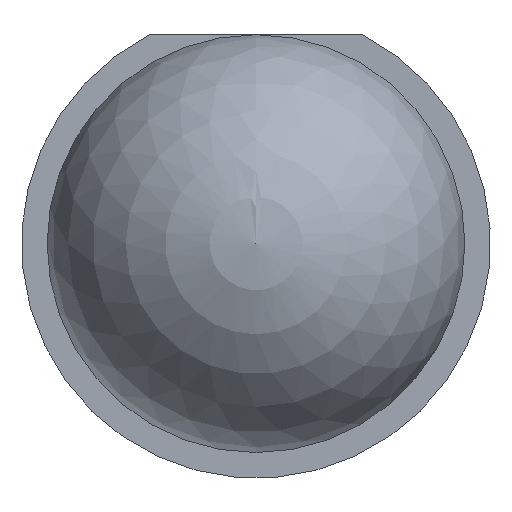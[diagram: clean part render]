
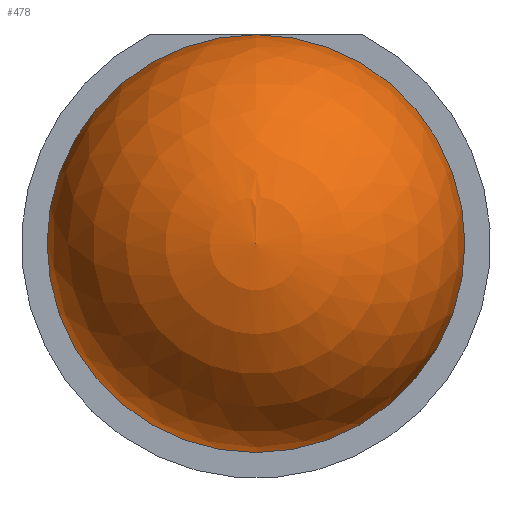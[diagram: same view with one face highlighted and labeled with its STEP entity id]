
A CAD part, front view. The second image highlights one B-rep face of the part: STEP entity #478.
In plain terms, the highlighted spherical face has radius 2.45 mm.
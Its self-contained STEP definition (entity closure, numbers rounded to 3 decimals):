
#21=SPHERICAL_SURFACE('',#523,2.45);
#23=CIRCLE('',#524,2.45);
#24=CIRCLE('',#525,2.45);
#25=CIRCLE('',#526,2.45);
#31=FACE_OUTER_BOUND('',#59,.T.);
#59=EDGE_LOOP('',(#324,#325,#326,#327));
#210=VERTEX_POINT('',#702);
#211=VERTEX_POINT('',#703);
#212=VERTEX_POINT('',#705);
#256=EDGE_CURVE('',#210,#211,#23,.T.);
#257=EDGE_CURVE('',#210,#212,#24,.T.);
#258=EDGE_CURVE('',#211,#210,#25,.T.);
#324=ORIENTED_EDGE('',*,*,#256,.F.);
#325=ORIENTED_EDGE('',*,*,#257,.T.);
#326=ORIENTED_EDGE('',*,*,#257,.F.);
#327=ORIENTED_EDGE('',*,*,#258,.F.);
#478=ADVANCED_FACE('',(#31),#21,.T.);
#523=AXIS2_PLACEMENT_3D('',#701,#568,#569);
#524=AXIS2_PLACEMENT_3D('',#704,#570,#571);
#525=AXIS2_PLACEMENT_3D('',#706,#572,#573);
#526=AXIS2_PLACEMENT_3D('',#707,#574,#575);
#568=DIRECTION('center_axis',(0.,1.,0.));
#569=DIRECTION('ref_axis',(0.,0.,-1.));
#570=DIRECTION('center_axis',(0.,1.,0.));
#571=DIRECTION('ref_axis',(1.,0.,0.));
#572=DIRECTION('center_axis',(1.,0.,0.));
#573=DIRECTION('ref_axis',(0.,0.,1.));
#574=DIRECTION('center_axis',(0.,1.,0.));
#575=DIRECTION('ref_axis',(1.,0.,0.));
#701=CARTESIAN_POINT('Origin',(0.,-6.55,0.));
#702=CARTESIAN_POINT('',(0.,-6.55,2.45));
#703=CARTESIAN_POINT('',(0.,-6.55,-2.45));
#704=CARTESIAN_POINT('Origin',(0.,-6.55,0.));
#705=CARTESIAN_POINT('',(0.,-9.,0.));
#706=CARTESIAN_POINT('Origin',(0.,-6.55,0.));
#707=CARTESIAN_POINT('Origin',(0.,-6.55,0.));
